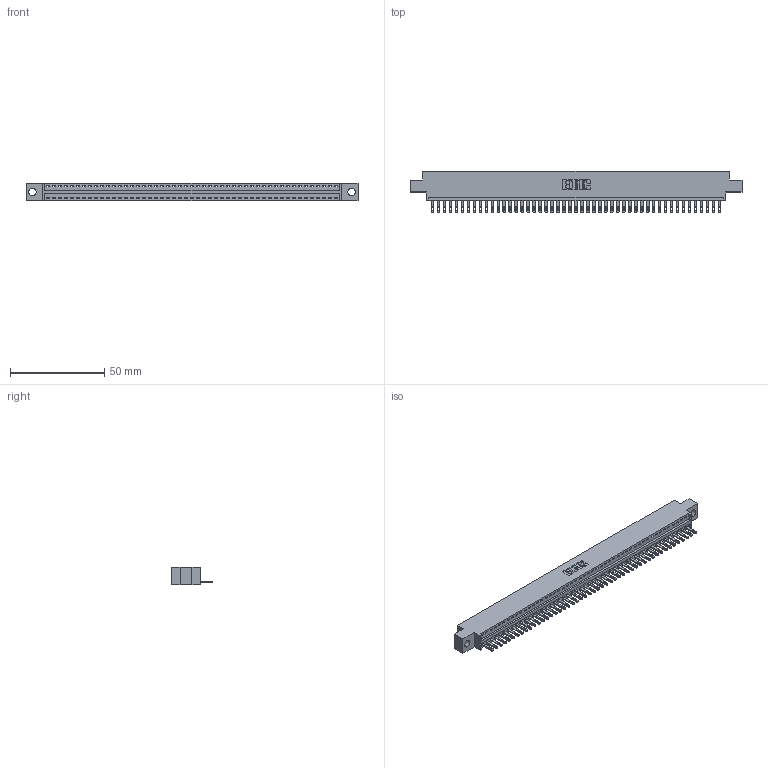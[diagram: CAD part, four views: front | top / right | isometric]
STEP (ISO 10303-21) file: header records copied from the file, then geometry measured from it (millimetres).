
FILE_DESCRIPTION (( 'STEP AP203' ), '1' );
FILE_NAME ('346-049-500-604.STEP', '2022-05-10T00:37:31', ( '' ), ( '' ), 'SwSTEP 2.0', 'SolidWorks 2020', '' );
FILE_SCHEMA (( 'CONFIG_CONTROL_DESIGN' ));
Length unit declared in the file: inch
Products named in the file (3): 346-049-500-604; 346 Part_0.170 Offset - 0.156 Dia-TH; 345-292-001_345-293-100
Assembly tree (50 placements, depth 2):
  346-049-500-604
    346 Part_0.170 Offset - 0.156 Dia-TH
    345-292-001_345-293-100  x49
Bounding box: 176.15 x 21.84 x 9.4 mm (x, y, z)
Volume: 16679.3 mm3; surface area: 21034.3 mm2
Topology: 50 solids, 50 shells, 2786 faces, 8609 edges, 5738 vertices
Faces by surface type: plane 1760, cylinder 1026
Entity records: 29949 total; most frequent: CARTESIAN_POINT 5141, ORIENTED_EDGE 5122, DIRECTION 4527, EDGE_CURVE 2561, VECTOR 2229, LINE 2229, VERTEX_POINT 1706, AXIS2_PLACEMENT_3D 1149
